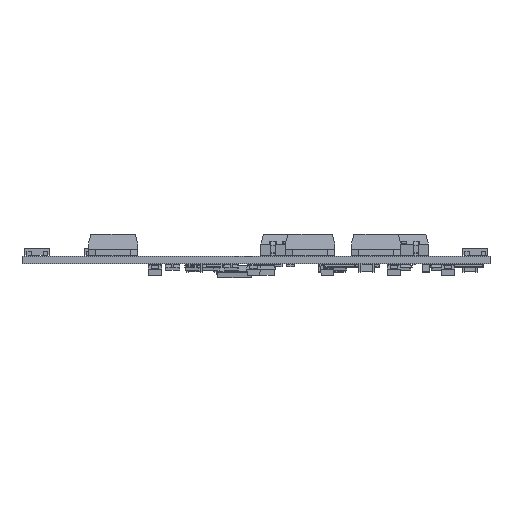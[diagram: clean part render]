
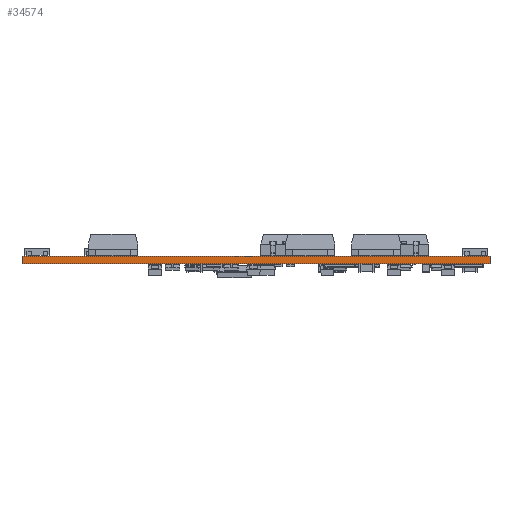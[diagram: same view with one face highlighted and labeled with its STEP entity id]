
A CAD part, front view. The second image highlights one B-rep face of the part: STEP entity #34574.
In plain terms, the highlighted planar face has unit normal (0, -1, 0).
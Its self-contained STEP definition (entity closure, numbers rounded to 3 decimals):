
#34574 = ADVANCED_FACE('',(#34575),#34609,.T.);
#34575 = FACE_BOUND('',#34576,.T.);
#34576 = EDGE_LOOP('',(#34577,#34587,#34595,#34603));
#34577 = ORIENTED_EDGE('',*,*,#34578,.T.);
#34578 = EDGE_CURVE('',#34579,#34581,#34583,.T.);
#34579 = VERTEX_POINT('',#34580);
#34580 = CARTESIAN_POINT('',(122.5,-182.5,0.));
#34581 = VERTEX_POINT('',#34582);
#34582 = CARTESIAN_POINT('',(122.5,-182.5,1.51));
#34583 = LINE('',#34584,#34585);
#34584 = CARTESIAN_POINT('',(122.5,-182.5,0.));
#34585 = VECTOR('',#34586,1.);
#34586 = DIRECTION('',(0.,0.,1.));
#34587 = ORIENTED_EDGE('',*,*,#34588,.T.);
#34588 = EDGE_CURVE('',#34581,#34589,#34591,.T.);
#34589 = VERTEX_POINT('',#34590);
#34590 = CARTESIAN_POINT('',(27.5,-182.5,1.51));
#34591 = LINE('',#34592,#34593);
#34592 = CARTESIAN_POINT('',(122.5,-182.5,1.51));
#34593 = VECTOR('',#34594,1.);
#34594 = DIRECTION('',(-1.,0.,0.));
#34595 = ORIENTED_EDGE('',*,*,#34596,.F.);
#34596 = EDGE_CURVE('',#34597,#34589,#34599,.T.);
#34597 = VERTEX_POINT('',#34598);
#34598 = CARTESIAN_POINT('',(27.5,-182.5,0.));
#34599 = LINE('',#34600,#34601);
#34600 = CARTESIAN_POINT('',(27.5,-182.5,0.));
#34601 = VECTOR('',#34602,1.);
#34602 = DIRECTION('',(0.,0.,1.));
#34603 = ORIENTED_EDGE('',*,*,#34604,.F.);
#34604 = EDGE_CURVE('',#34579,#34597,#34605,.T.);
#34605 = LINE('',#34606,#34607);
#34606 = CARTESIAN_POINT('',(122.5,-182.5,0.));
#34607 = VECTOR('',#34608,1.);
#34608 = DIRECTION('',(-1.,0.,0.));
#34609 = PLANE('',#34610);
#34610 = AXIS2_PLACEMENT_3D('',#34611,#34612,#34613);
#34611 = CARTESIAN_POINT('',(122.5,-182.5,0.));
#34612 = DIRECTION('',(0.,-1.,0.));
#34613 = DIRECTION('',(-1.,0.,0.));
